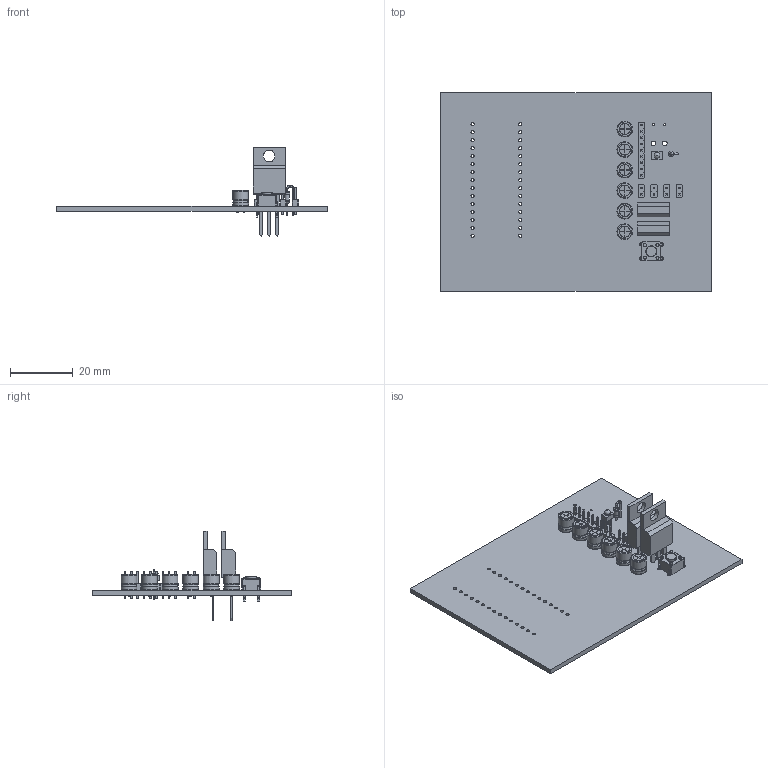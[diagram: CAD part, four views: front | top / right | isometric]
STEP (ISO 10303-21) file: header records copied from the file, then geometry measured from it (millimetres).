
FILE_DESCRIPTION(('KiCad electronic assembly'),'2;1');
FILE_NAME('placa.step','2023-07-14T21:22:21',('Pcbnew'),('Kicad'), 'Open CASCADE STEP processor 7.5','KiCad to STEP converter','Unknown' );
FILE_SCHEMA(('AUTOMOTIVE_DESIGN { 1 0 10303 214 1 1 1 1 }'));
Length unit declared in the file: millimetre
Products named in the file (16): placa 1; CP_Radial_D5.0mm_P2.00mm; SOLID; TO-220-3_Vertical; PinHeader_1x09_P2.00mm_Vertical; PinHeader_1x02_P2.00mm_Vertical; SW_PUSH_6mm; LED_D1.8mm_W3.3mm_H2.4mm; R_Axial_DIN0204_L3.6mm_D1.6mm_P1.90mm_Vertical; placa PCB
Assembly tree (24 placements, depth 3):
  placa 1
    CP_Radial_D5.0mm_P2.00mm  x6
      SOLID
    TO-220-3_Vertical  x2
      SOLID
    PinHeader_1x09_P2.00mm_Vertical
      SOLID
    PinHeader_1x02_P2.00mm_Vertical  x4
      SOLID
    SW_PUSH_6mm
      SOLID
    LED_D1.8mm_W3.3mm_H2.4mm
      SOLID
    R_Axial_DIN0204_L3.6mm_D1.6mm_P1.90mm_Vertical
      SOLID
    placa PCB
Bounding box: 86.36 x 63.5 x 28.52 mm (x, y, z)
Volume: 10552.1 mm3; surface area: 14628.3 mm2
Topology: 17 solids, 23 shells, 1042 faces, 2570 edges, 1632 vertices
Faces by surface type: plane 752, cylinder 206, bspline 36, revolution 31, torus 17
Full cylindrical faces by diameter (mm): 0.5 x16, 0.6 x2, 0.7 x2, 0.8 x29, 0.9 x2, 1 x34, 1.1 x10, 1.44 x1, 1.5 x2, 1.6 x2, 1.8 x1, 3.5 x1, 3.735 x2
Entity records: 42831 total; most frequent: CARTESIAN_POINT 8486, DIRECTION 5736, LINE 3836, VECTOR 3836, ORIENTED_EDGE 2982, PCURVE 2982, DEFINITIONAL_REPRESENTATION 2982, EDGE_CURVE 1491
